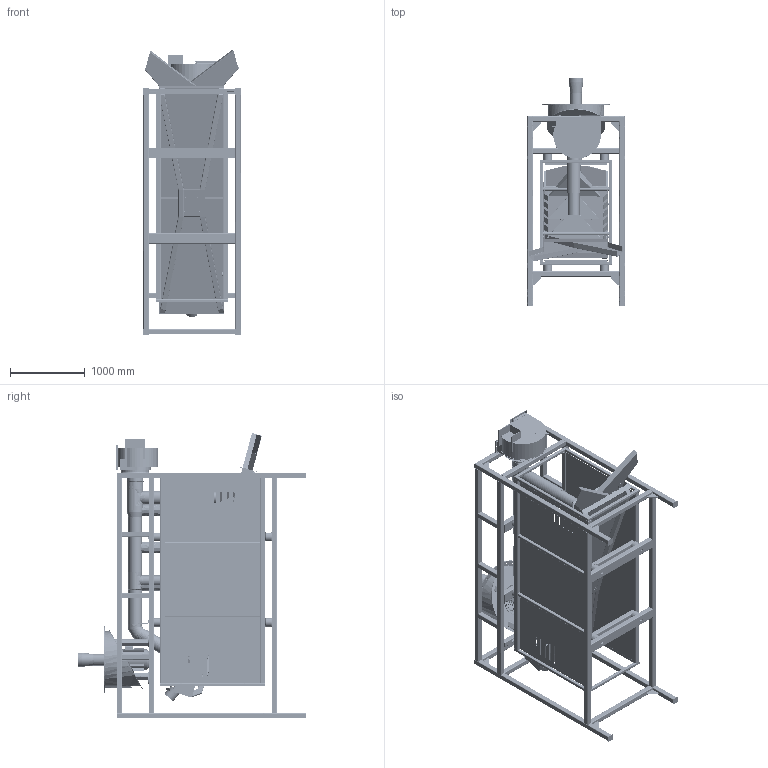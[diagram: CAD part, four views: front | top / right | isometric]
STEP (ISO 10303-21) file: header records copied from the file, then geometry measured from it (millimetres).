
FILE_DESCRIPTION(('FreeCAD Model'),'2;1');
FILE_NAME('Open CASCADE Shape Model','2025-05-01T21:30:38',('FreeCAD'),( 'FreeCAD'),'Open CASCADE STEP processor 7.6','FreeCAD','Unknown');
FILE_SCHEMA(('AUTOMOTIVE_DESIGN { 1 0 10303 214 1 1 1 1 }'));
Products named in the file (1): Open CASCADE STEP translator 7.6 1
Bounding box: 1314.01 x 3060.59 x 3825.36 mm (x, y, z)
Volume: 245750721.4 mm3; surface area: 95856054.2 mm2
Topology: 275 solids, 275 shells, 8163 faces, 20668 edges, 13509 vertices
Faces by surface type: bspline 8163
Entity records: 334209 total; most frequent: CARTESIAN_POINT 211443, ORIENTED_EDGE 41324, EDGE_CURVE 20662, B_SPLINE_CURVE_WITH_KNOTS 14559, VERTEX_POINT 13507, FACE_BOUND 9527, EDGE_LOOP 9527, ADVANCED_FACE 8163
